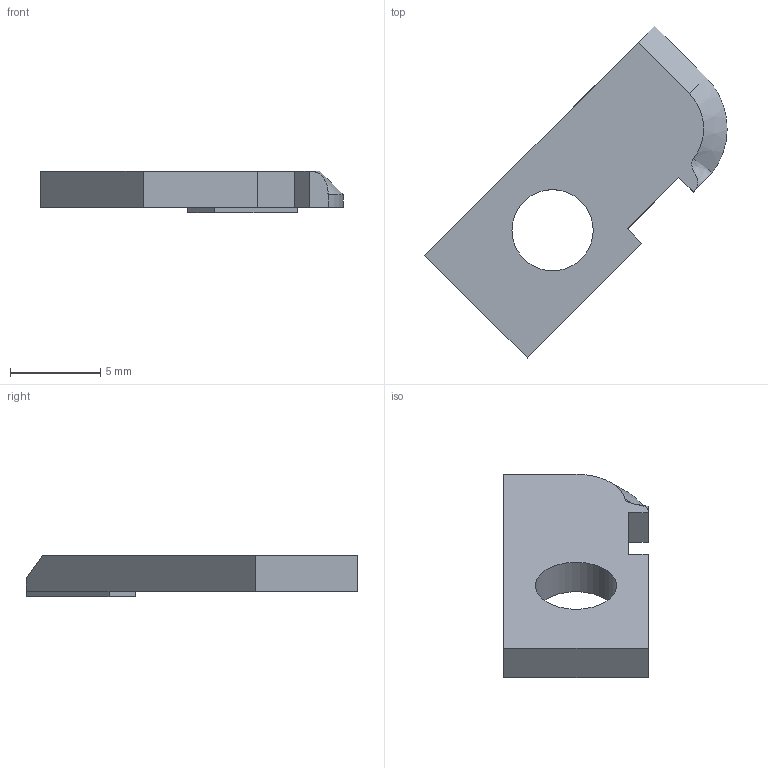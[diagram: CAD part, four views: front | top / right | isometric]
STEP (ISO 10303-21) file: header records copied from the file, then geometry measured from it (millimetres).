
FILE_DESCRIPTION(('FreeCAD Model'),'2;1');
FILE_NAME('Open CASCADE Shape Model','2022-01-24T22:17:53',('Author'),( ''),'Open CASCADE STEP processor 7.5','FreeCAD','Unknown');
FILE_SCHEMA(('AUTOMOTIVE_DESIGN { 1 0 10303 214 1 1 1 1 }'));
Length unit declared in the file: millimetre
Products named in the file (1): clamp_left
Bounding box: 16.74 x 18.38 x 2.3 mm (x, y, z)
Volume: 236.8 mm3; surface area: 370.4 mm2
Topology: 1 solids, 1 shells, 20 faces, 49 edges, 31 vertices
Faces by surface type: plane 16, cylinder 2, bspline 1, cone 1
Full cylindrical faces by diameter (mm): 4.5 x1
Entity records: 1856 total; most frequent: CARTESIAN_POINT 833, DIRECTION 184, LINE 130, VECTOR 130, ORIENTED_EDGE 98, PCURVE 98, DEFINITIONAL_REPRESENTATION 98, EDGE_CURVE 49
